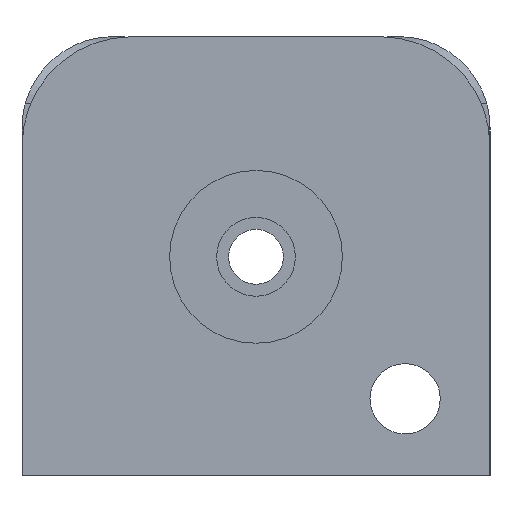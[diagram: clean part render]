
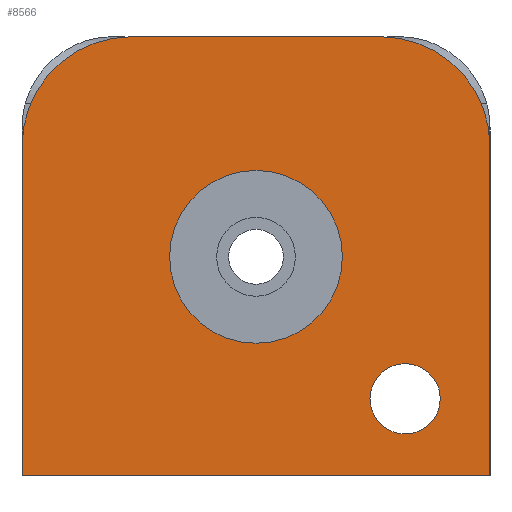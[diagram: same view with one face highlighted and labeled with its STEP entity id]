
A CAD part, left-side view. The second image highlights one B-rep face of the part: STEP entity #8566.
In plain terms, the highlighted planar face has unit normal (-1, 0, 0).
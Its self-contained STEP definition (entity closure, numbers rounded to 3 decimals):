
#191=CIRCLE('',#9012,3.874);
#192=CIRCLE('',#9013,1.575);
#193=CIRCLE('',#9014,4.907);
#194=CIRCLE('',#9015,4.907);
#827=ORIENTED_EDGE('',*,*,#2557,.T.);
#828=ORIENTED_EDGE('',*,*,#2558,.T.);
#829=ORIENTED_EDGE('',*,*,#2462,.F.);
#830=ORIENTED_EDGE('',*,*,#2559,.T.);
#831=ORIENTED_EDGE('',*,*,#2544,.T.);
#832=ORIENTED_EDGE('',*,*,#2560,.T.);
#833=ORIENTED_EDGE('',*,*,#2491,.T.);
#834=ORIENTED_EDGE('',*,*,#2561,.F.);
#2462=EDGE_CURVE('',#3340,#3341,#3909,.T.);
#2491=EDGE_CURVE('',#3365,#3364,#3930,.T.);
#2544=EDGE_CURVE('',#3393,#3394,#3963,.T.);
#2557=EDGE_CURVE('',#3403,#3403,#191,.T.);
#2558=EDGE_CURVE('',#3404,#3404,#192,.F.);
#2559=EDGE_CURVE('',#3340,#3393,#193,.T.);
#2560=EDGE_CURVE('',#3394,#3365,#194,.T.);
#2561=EDGE_CURVE('',#3341,#3364,#3972,.T.);
#3340=VERTEX_POINT('',#11106);
#3341=VERTEX_POINT('',#11108);
#3364=VERTEX_POINT('',#11161);
#3365=VERTEX_POINT('',#11163);
#3393=VERTEX_POINT('',#11277);
#3394=VERTEX_POINT('',#11278);
#3403=VERTEX_POINT('',#11303);
#3404=VERTEX_POINT('',#11305);
#3909=LINE('',#11107,#4388);
#3930=LINE('',#11162,#4409);
#3963=LINE('',#11276,#4442);
#3972=LINE('',#11308,#4451);
#4388=VECTOR('',#9471,1000.);
#4409=VECTOR('',#9512,1000.);
#4442=VECTOR('',#9603,1000.);
#4451=VECTOR('',#9634,1000.);
#4833=EDGE_LOOP('',(#827));
#4834=EDGE_LOOP('',(#828));
#4835=EDGE_LOOP('',(#829,#830,#831,#832,#833,#834));
#5275=FACE_BOUND('',#4833,.T.);
#5276=FACE_BOUND('',#4834,.T.);
#5277=FACE_BOUND('',#4835,.T.);
#5696=PLANE('',#9011);
#8566=ADVANCED_FACE('',(#5275,#5276,#5277),#5696,.T.);
#9011=AXIS2_PLACEMENT_3D('',#11301,#9624,#9625);
#9012=AXIS2_PLACEMENT_3D('',#11302,#9626,#9627);
#9013=AXIS2_PLACEMENT_3D('',#11304,#9628,#9629);
#9014=AXIS2_PLACEMENT_3D('',#11306,#9630,#9631);
#9015=AXIS2_PLACEMENT_3D('',#11307,#9632,#9633);
#9471=DIRECTION('',(0.,0.,-1.));
#9512=DIRECTION('',(0.,0.,-1.));
#9603=DIRECTION('',(0.,1.,0.));
#9624=DIRECTION('',(-1.,0.,0.));
#9625=DIRECTION('',(0.,0.,1.));
#9626=DIRECTION('',(1.,0.,0.));
#9627=DIRECTION('',(0.,0.,1.));
#9628=DIRECTION('',(-1.,0.,0.));
#9629=DIRECTION('',(0.,0.,1.));
#9630=DIRECTION('',(-1.,0.,0.));
#9631=DIRECTION('',(0.,0.,1.));
#9632=DIRECTION('',(-1.,0.,0.));
#9633=DIRECTION('',(0.,0.,1.));
#9634=DIRECTION('',(0.,1.,0.));
#11106=CARTESIAN_POINT('',(-37.948,-10.49,14.753));
#11107=CARTESIAN_POINT('',(-37.948,-10.49,19.66));
#11108=CARTESIAN_POINT('',(-37.948,-10.49,0.));
#11161=CARTESIAN_POINT('',(-37.948,10.49,0.));
#11162=CARTESIAN_POINT('',(-37.948,10.49,19.66));
#11163=CARTESIAN_POINT('',(-37.948,10.49,14.753));
#11276=CARTESIAN_POINT('',(-37.948,-10.49,19.66));
#11277=CARTESIAN_POINT('',(-37.948,-5.583,19.66));
#11278=CARTESIAN_POINT('',(-37.948,5.583,19.66));
#11301=CARTESIAN_POINT('',(-37.948,-10.49,19.66));
#11302=CARTESIAN_POINT('',(-37.948,0.,9.792));
#11303=CARTESIAN_POINT('',(-37.948,0.,13.665));
#11304=CARTESIAN_POINT('',(-37.948,-6.682,3.429));
#11305=CARTESIAN_POINT('',(-37.948,-6.682,5.004));
#11306=CARTESIAN_POINT('',(-37.948,-5.583,14.753));
#11307=CARTESIAN_POINT('',(-37.948,5.583,14.753));
#11308=CARTESIAN_POINT('',(-37.948,-10.49,0.));
